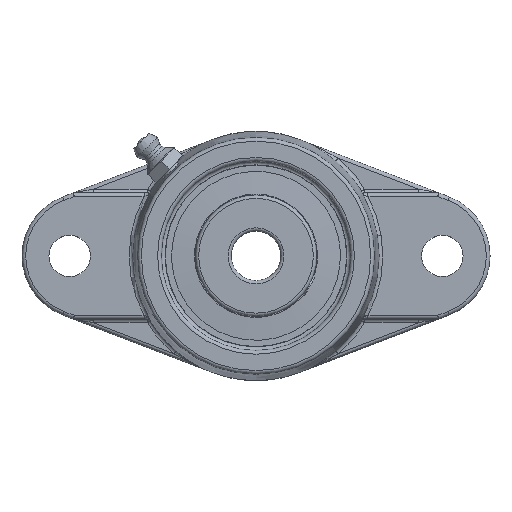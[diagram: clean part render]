
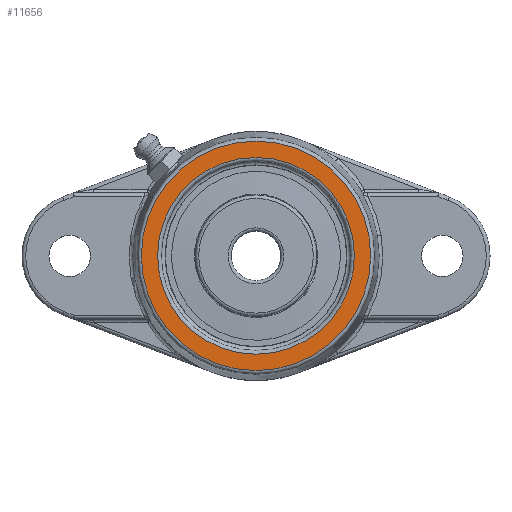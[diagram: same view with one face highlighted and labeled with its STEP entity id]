
A CAD part, top view. The second image highlights one B-rep face of the part: STEP entity #11656.
In plain terms, the highlighted planar face has unit normal (0, 0, 1).
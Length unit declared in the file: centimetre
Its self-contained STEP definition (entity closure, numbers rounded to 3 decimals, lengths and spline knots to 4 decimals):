
#11616=CARTESIAN_POINT('',(0.,-2.3749,2.55));
#11617=VERTEX_POINT('',#11616);
#11627=CARTESIAN_POINT('',(0.,0.,2.55));
#11628=DIRECTION('',(0.,-0.,1.));
#11629=DIRECTION('',(0.,1.,0.));
#11630=AXIS2_PLACEMENT_3D('',#11627,#11628,#11629);
#11631=CIRCLE('',#11630,2.3749);
#11632=EDGE_CURVE('',#11617,#11617,#11631,.T.);
#11637=CARTESIAN_POINT('',(-0.,-0.,2.55));
#11638=DIRECTION('',(0.,0.,1.));
#11639=DIRECTION('',(1.,0.,0.));
#11640=AXIS2_PLACEMENT_3D('',#11637,#11638,#11639);
#11641=PLANE('',#11640);
#11642=CARTESIAN_POINT('',(0.,2.7701,2.55));
#11643=VERTEX_POINT('',#11642);
#11644=CARTESIAN_POINT('',(0.,0.,2.55));
#11645=DIRECTION('',(-0.,0.,-1.));
#11646=DIRECTION('',(-0.,-1.,0.));
#11647=AXIS2_PLACEMENT_3D('',#11644,#11645,#11646);
#11648=CIRCLE('',#11647,2.7701);
#11649=EDGE_CURVE('',#11643,#11643,#11648,.T.);
#11650=ORIENTED_EDGE('',*,*,#11649,.F.);
#11651=EDGE_LOOP('',(#11650));
#11652=FACE_BOUND('',#11651,.T.);
#11653=ORIENTED_EDGE('',*,*,#11632,.F.);
#11654=EDGE_LOOP('',(#11653));
#11655=FACE_BOUND('',#11654,.T.);
#11656=ADVANCED_FACE('',(#11652,#11655),#11641,.T.);
